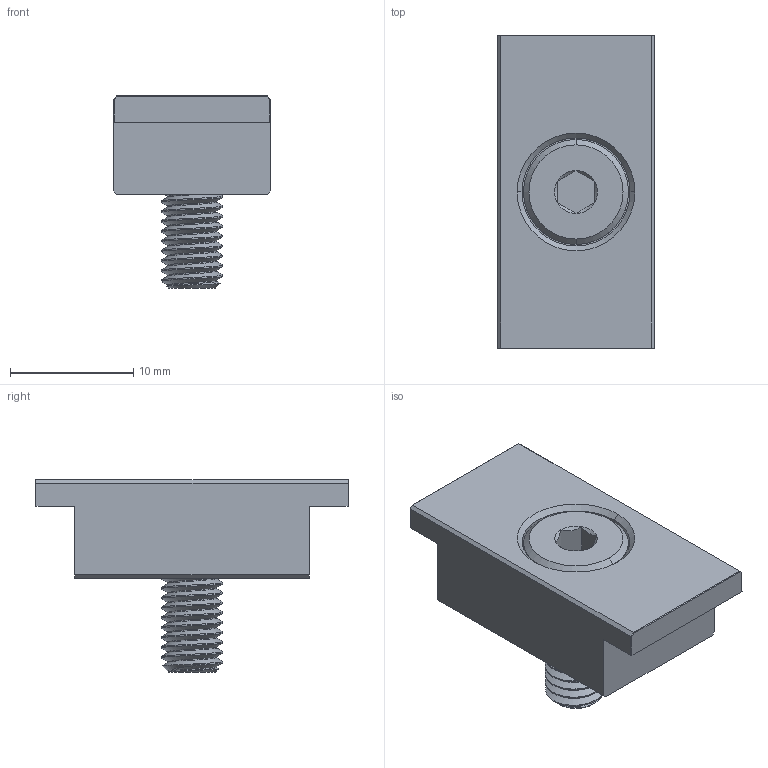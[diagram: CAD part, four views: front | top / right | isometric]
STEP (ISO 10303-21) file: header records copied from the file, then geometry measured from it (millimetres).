
FILE_DESCRIPTION (( 'STEP AP214' ), '1' );
FILE_NAME ('33030.STEP', '2016-08-09T14:22:54', ( 'Mike W' ), ( '' ), 'SwSTEP 2.0', 'SolidWorks 2016', '' );
FILE_SCHEMA (( 'AUTOMOTIVE_DESIGN' ));
Length unit declared in the file: inch
Products named in the file (3): M512MM LHCS_M512MMLHCS; 330301_330301; 33030
Assembly tree (2 placements, depth 2):
  33030
    330301_330301
    M512MM LHCS_M512MMLHCS
Bounding box: 12.7 x 25.4 x 15.56 mm (x, y, z)
Volume: 2153.2 mm3; surface area: 1800.3 mm2
Topology: 2 solids, 2 shells, 87 faces, 215 edges, 135 vertices
Faces by surface type: cylinder 46, plane 25, cone 13, bspline 3
Entity records: 5077 total; most frequent: CARTESIAN_POINT 3120, ORIENTED_EDGE 430, DIRECTION 340, EDGE_CURVE 215, VERTEX_POINT 135, AXIS2_PLACEMENT_3D 120, VECTOR 100, LINE 100
